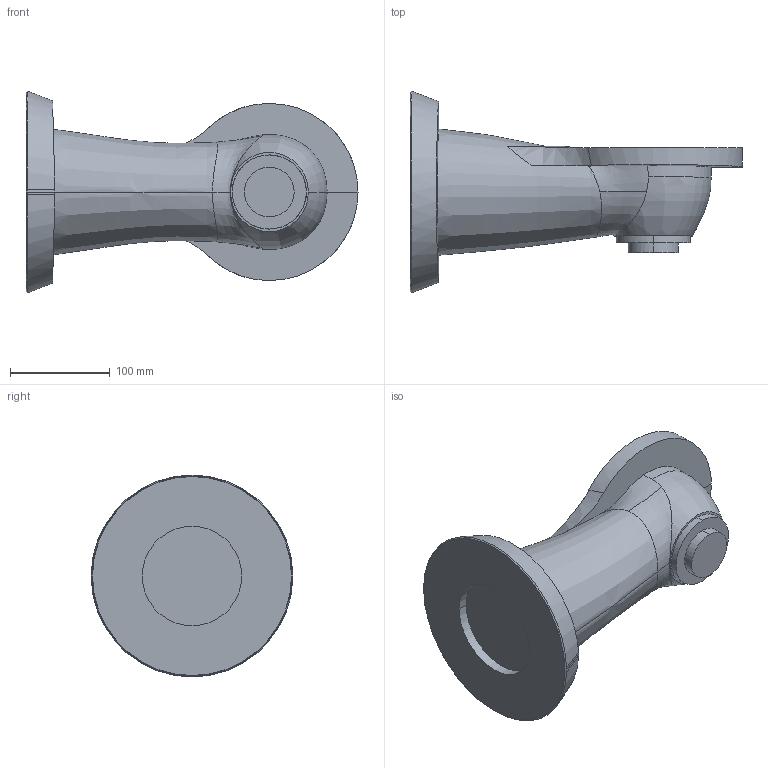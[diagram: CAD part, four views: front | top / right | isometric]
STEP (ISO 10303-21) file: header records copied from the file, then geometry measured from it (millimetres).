
FILE_DESCRIPTION (( 'STEP AP203' ), '1' );
FILE_NAME ('KR90_R3700_K_prime.stp[47]_Valor predeterminado_sldprt.STEP', '2021-01-10T23:18:30', ( '' ), ( '' ), 'SwSTEP 2.0', 'SolidWorks 2020', '' );
FILE_SCHEMA (( 'CONFIG_CONTROL_DESIGN' ));
Length unit declared in the file: millimetre
Products named in the file (1): KR90_R3700_K_prime.stp[47]_Valor predeterminado_sldprt
Bounding box: 333.63 x 202.85 x 202.78 mm (x, y, z)
Volume: 3303267.2 mm3; surface area: 197860.6 mm2
Topology: 1 solids, 1 shells, 56 faces, 134 edges, 84 vertices
Faces by surface type: plane 29, bspline 12, cylinder 11, cone 4
Entity records: 8119 total; most frequent: CARTESIAN_POINT 6892, ORIENTED_EDGE 268, DIRECTION 188, EDGE_CURVE 134, VERTEX_POINT 84, AXIS2_PLACEMENT_3D 68, EDGE_LOOP 60, FACE_OUTER_BOUND 56
